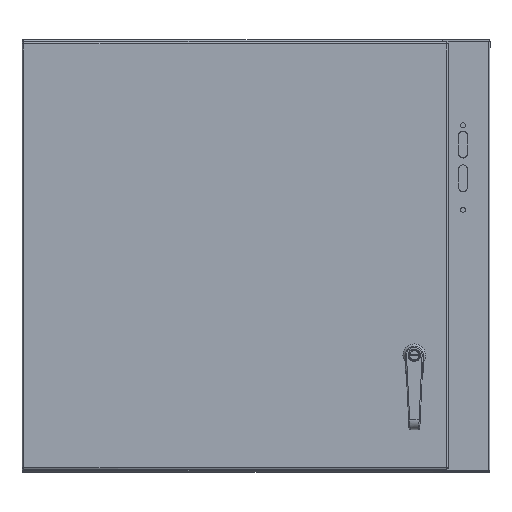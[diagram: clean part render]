
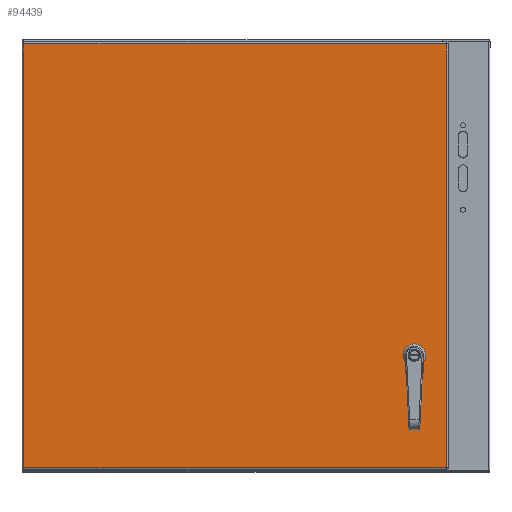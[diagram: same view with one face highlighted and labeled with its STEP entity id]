
A CAD part, top view. The second image highlights one B-rep face of the part: STEP entity #94439.
In plain terms, the highlighted planar face has unit normal (0, 0, 1).
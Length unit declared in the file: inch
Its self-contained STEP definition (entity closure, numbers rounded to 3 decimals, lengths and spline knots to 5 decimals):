
#1144 = DIRECTION ( 'NONE',  ( 0., -1., 0. ) ) ;
#5173 = DIRECTION ( 'NONE',  ( 1., 0., 0. ) ) ;
#5875 = ORIENTED_EDGE ( 'NONE', *, *, #35250, .F. ) ;
#6627 = LINE ( 'NONE', #68146, #56789 ) ;
#8658 = AXIS2_PLACEMENT_3D ( 'NONE', #16064, #113600, #77534 ) ;
#9816 = CIRCLE ( 'NONE', #74601, 0.453 ) ;
#11208 = ORIENTED_EDGE ( 'NONE', *, *, #16335, .F. ) ;
#11255 = CARTESIAN_POINT ( 'NONE',  ( 27.7875, 6.47, 8.9175 ) ) ;
#11305 = ORIENTED_EDGE ( 'NONE', *, *, #52950, .F. ) ;
#13198 = CARTESIAN_POINT ( 'NONE',  ( 27.57488, 6.87, 8.9175 ) ) ;
#16064 = CARTESIAN_POINT ( 'NONE',  ( 27.7875, 6.47, 8.9175 ) ) ;
#16335 = EDGE_CURVE ( 'NONE', #96792, #53392, #9816, .T. ) ;
#17931 = CARTESIAN_POINT ( 'NONE',  ( 27.3875, 12., 8.9175 ) ) ;
#19303 = CARTESIAN_POINT ( 'NONE',  ( 27.3875, 6.25738, 8.9175 ) ) ;
#19611 = ORIENTED_EDGE ( 'NONE', *, *, #74875, .F. ) ;
#21170 = CIRCLE ( 'NONE', #95338, 0.453 ) ;
#24201 = VECTOR ( 'NONE', #1144, 39.37008 ) ;
#24550 = DIRECTION ( 'NONE',  ( -1., 0., 0. ) ) ;
#25156 = VECTOR ( 'NONE', #114920, 39.37008 ) ;
#25502 = LINE ( 'NONE', #17931, #25156 ) ;
#28600 = EDGE_CURVE ( 'NONE', #78967, #81806, #32118, .T. ) ;
#28652 = CARTESIAN_POINT ( 'NONE',  ( 28.00012, 6.07, 8.9175 ) ) ;
#32118 = LINE ( 'NONE', #58147, #72389 ) ;
#32775 = DIRECTION ( 'NONE',  ( 0., 0., 1. ) ) ;
#32905 = EDGE_CURVE ( 'NONE', #104687, #53095, #108681, .T. ) ;
#34199 = EDGE_CURVE ( 'NONE', #114217, #60299, #49834, .T. ) ;
#34753 = DIRECTION ( 'NONE',  ( 0., 0., 1. ) ) ;
#35250 = EDGE_CURVE ( 'NONE', #60299, #56295, #78948, .T. ) ;
#35251 = EDGE_CURVE ( 'NONE', #53095, #96792, #6627, .T. ) ;
#36696 = LINE ( 'NONE', #98715, #102859 ) ;
#39076 = PLANE ( 'NONE',  #112818 ) ;
#39423 = EDGE_CURVE ( 'NONE', #47559, #101671, #45261, .T. ) ;
#40873 = CARTESIAN_POINT ( 'NONE',  ( 27.7875, 6.47, 8.9175 ) ) ;
#42908 = CARTESIAN_POINT ( 'NONE',  ( 17.84375, 0.23025, 8.9175 ) ) ;
#45261 = LINE ( 'NONE', #52851, #24201 ) ;
#45364 = DIRECTION ( 'NONE',  ( 1., 0., 0. ) ) ;
#45758 = AXIS2_PLACEMENT_3D ( 'NONE', #40873, #32775, #105248 ) ;
#47559 = VERTEX_POINT ( 'NONE', #64833 ) ;
#47791 = FACE_OUTER_BOUND ( 'NONE', #87558, .T. ) ;
#49754 = CARTESIAN_POINT ( 'NONE',  ( 28.1875, 12., 8.9175 ) ) ;
#49834 = LINE ( 'NONE', #66104, #100950 ) ;
#50062 = CARTESIAN_POINT ( 'NONE',  ( 17.84375, 12., 8.9175 ) ) ;
#50084 = DIRECTION ( 'NONE',  ( 0., 1., 0. ) ) ;
#52851 = CARTESIAN_POINT ( 'NONE',  ( 29.58225, 12., 8.9175 ) ) ;
#52950 = EDGE_CURVE ( 'NONE', #81806, #47559, #36696, .T. ) ;
#53095 = VERTEX_POINT ( 'NONE', #67352 ) ;
#53230 = EDGE_CURVE ( 'NONE', #53392, #59837, #25502, .T. ) ;
#53392 = VERTEX_POINT ( 'NONE', #76413 ) ;
#55330 = DIRECTION ( 'NONE',  ( 0., 0., 1. ) ) ;
#56295 = VERTEX_POINT ( 'NONE', #98893 ) ;
#56789 = VECTOR ( 'NONE', #24550, 39.37008 ) ;
#58126 = DIRECTION ( 'NONE',  ( -1., 0., 0. ) ) ;
#58147 = CARTESIAN_POINT ( 'NONE',  ( 6.10525, 12., 8.9175 ) ) ;
#58686 = DIRECTION ( 'NONE',  ( 0., 0., -1. ) ) ;
#59837 = VERTEX_POINT ( 'NONE', #19303 ) ;
#60299 = VERTEX_POINT ( 'NONE', #28652 ) ;
#60300 = EDGE_CURVE ( 'NONE', #59837, #114217, #21170, .T. ) ;
#61941 = CARTESIAN_POINT ( 'NONE',  ( 27.7875, 6.47, 8.9175 ) ) ;
#62409 = CARTESIAN_POINT ( 'NONE',  ( 6.10525, 0.23025, 8.9175 ) ) ;
#64833 = CARTESIAN_POINT ( 'NONE',  ( 29.58225, 23.76975, 8.9175 ) ) ;
#66104 = CARTESIAN_POINT ( 'NONE',  ( 17.84375, 6.07, 8.9175 ) ) ;
#67352 = CARTESIAN_POINT ( 'NONE',  ( 28.00012, 6.87, 8.9175 ) ) ;
#68146 = CARTESIAN_POINT ( 'NONE',  ( 17.84375, 6.87, 8.9175 ) ) ;
#72389 = VECTOR ( 'NONE', #50084, 39.37008 ) ;
#74601 = AXIS2_PLACEMENT_3D ( 'NONE', #61941, #34753, #105512 ) ;
#74875 = EDGE_CURVE ( 'NONE', #56295, #104687, #91521, .T. ) ;
#75628 = EDGE_LOOP ( 'NONE', ( #87889, #93063, #19611, #5875, #101094, #112153, #90081, #11208 ) ) ;
#75667 = CARTESIAN_POINT ( 'NONE',  ( 27.57488, 6.07, 8.9175 ) ) ;
#76413 = CARTESIAN_POINT ( 'NONE',  ( 27.3875, 6.68262, 8.9175 ) ) ;
#77534 = DIRECTION ( 'NONE',  ( -1., 0., 0. ) ) ;
#78948 = CIRCLE ( 'NONE', #45758, 0.453 ) ;
#78967 = VERTEX_POINT ( 'NONE', #62409 ) ;
#80872 = ORIENTED_EDGE ( 'NONE', *, *, #39423, .F. ) ;
#81214 = CARTESIAN_POINT ( 'NONE',  ( 28.1875, 6.68262, 8.9175 ) ) ;
#81806 = VERTEX_POINT ( 'NONE', #87524 ) ;
#87524 = CARTESIAN_POINT ( 'NONE',  ( 6.10525, 23.76975, 8.9175 ) ) ;
#87558 = EDGE_LOOP ( 'NONE', ( #99918, #80872, #11305, #103684 ) ) ;
#87889 = ORIENTED_EDGE ( 'NONE', *, *, #35251, .F. ) ;
#88183 = CARTESIAN_POINT ( 'NONE',  ( 29.58225, 0.23025, 8.9175 ) ) ;
#90081 = ORIENTED_EDGE ( 'NONE', *, *, #53230, .F. ) ;
#90712 = DIRECTION ( 'NONE',  ( -1., 0., 0. ) ) ;
#91521 = LINE ( 'NONE', #49754, #102041 ) ;
#91827 = FACE_BOUND ( 'NONE', #75628, .T. ) ;
#93063 = ORIENTED_EDGE ( 'NONE', *, *, #32905, .F. ) ;
#94439 = ADVANCED_FACE ( 'NONE', ( #91827, #47791 ), #39076, .F. ) ;
#95338 = AXIS2_PLACEMENT_3D ( 'NONE', #11255, #55330, #90712 ) ;
#96633 = EDGE_CURVE ( 'NONE', #101671, #78967, #97962, .T. ) ;
#96792 = VERTEX_POINT ( 'NONE', #13198 ) ;
#97962 = LINE ( 'NONE', #42908, #108461 ) ;
#98715 = CARTESIAN_POINT ( 'NONE',  ( 17.84375, 23.76975, 8.9175 ) ) ;
#98893 = CARTESIAN_POINT ( 'NONE',  ( 28.1875, 6.25738, 8.9175 ) ) ;
#99918 = ORIENTED_EDGE ( 'NONE', *, *, #96633, .F. ) ;
#100950 = VECTOR ( 'NONE', #5173, 39.37008 ) ;
#101094 = ORIENTED_EDGE ( 'NONE', *, *, #34199, .F. ) ;
#101671 = VERTEX_POINT ( 'NONE', #88183 ) ;
#102041 = VECTOR ( 'NONE', #104853, 39.37008 ) ;
#102859 = VECTOR ( 'NONE', #45364, 39.37008 ) ;
#103684 = ORIENTED_EDGE ( 'NONE', *, *, #28600, .F. ) ;
#104687 = VERTEX_POINT ( 'NONE', #81214 ) ;
#104853 = DIRECTION ( 'NONE',  ( 0., 1., 0. ) ) ;
#105248 = DIRECTION ( 'NONE',  ( -1., 0., 0. ) ) ;
#105512 = DIRECTION ( 'NONE',  ( -1., 0., 0. ) ) ;
#107296 = DIRECTION ( 'NONE',  ( -1., 0., 0. ) ) ;
#108461 = VECTOR ( 'NONE', #107296, 39.37008 ) ;
#108681 = CIRCLE ( 'NONE', #8658, 0.453 ) ;
#112153 = ORIENTED_EDGE ( 'NONE', *, *, #60300, .F. ) ;
#112818 = AXIS2_PLACEMENT_3D ( 'NONE', #50062, #58686, #58126 ) ;
#113600 = DIRECTION ( 'NONE',  ( 0., 0., 1. ) ) ;
#114217 = VERTEX_POINT ( 'NONE', #75667 ) ;
#114920 = DIRECTION ( 'NONE',  ( 0., -1., 0. ) ) ;
